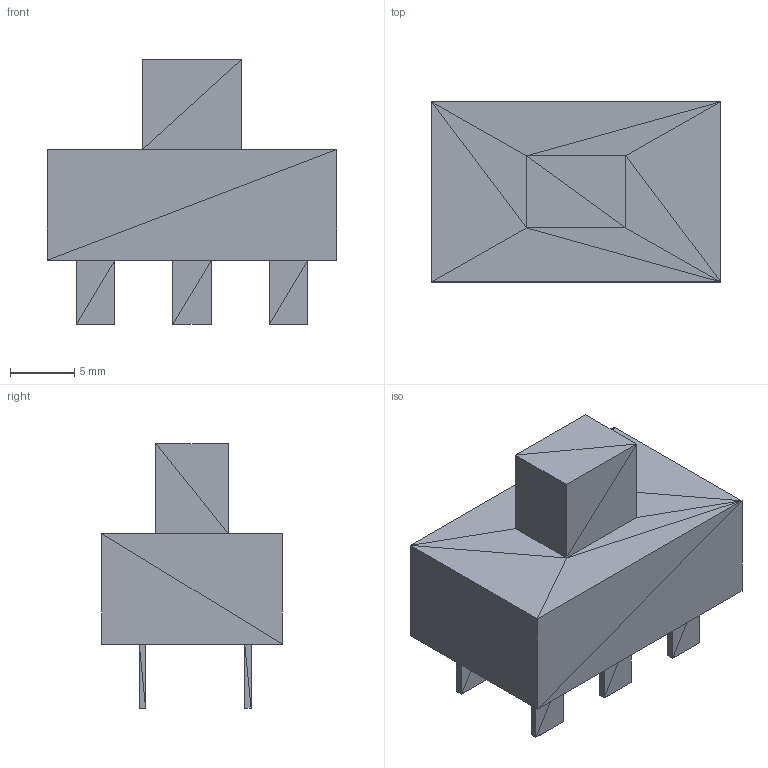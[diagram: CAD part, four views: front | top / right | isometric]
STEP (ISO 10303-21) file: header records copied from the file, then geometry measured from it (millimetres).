
FILE_DESCRIPTION(('FreeCAD Model'),'2;1');
FILE_NAME('dpdt-tayda.step', '2020-05-09T00:22:41',('Author'),(''), 'Open CASCADE STEP processor 7.3','FreeCAD','Unknown');
FILE_SCHEMA(('AUTOMOTIVE_DESIGN { 1 0 10303 214 1 1 1 1 }'));
Length unit declared in the file: millimetre
Products named in the file (1): SS_22_701C001
Bounding box: 22.5 x 14 x 20.6 mm (x, y, z)
Surface area: 1654 mm2 (no closed solid volume)
Topology: 0 solids, 1 shells, 124 faces, 186 edges, 64 vertices
Faces by surface type: plane 124
Entity records: 4683 total; most frequent: CARTESIAN_POINT 933, DIRECTION 622, ORIENTED_EDGE 372, LINE 372, VECTOR 372, PCURVE 372, DEFINITIONAL_REPRESENTATION 372, EDGE_CURVE 186
